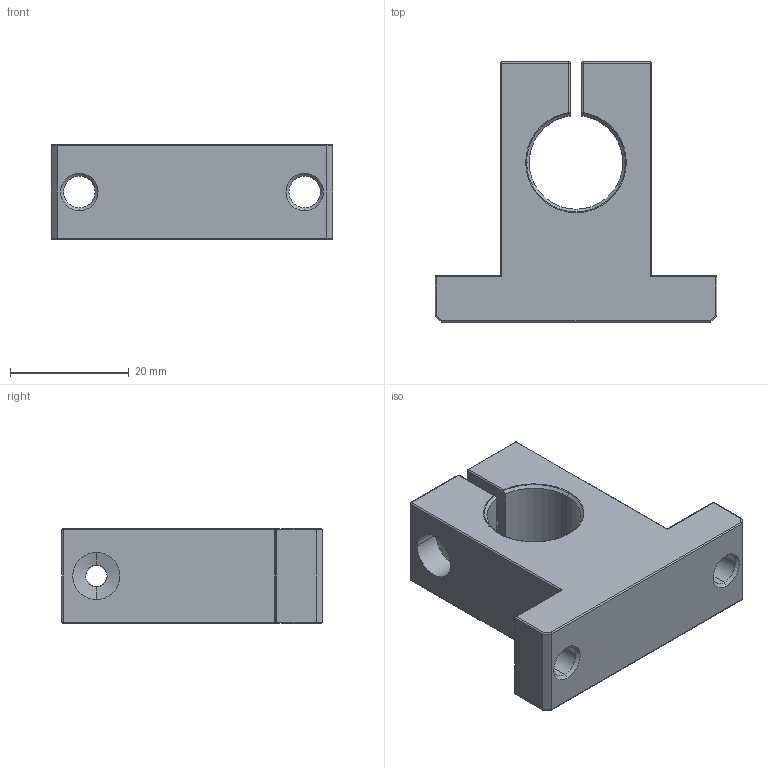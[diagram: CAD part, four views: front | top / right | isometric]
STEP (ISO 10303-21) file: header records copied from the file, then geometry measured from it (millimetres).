
FILE_DESCRIPTION (( 'STEP AP214' ), '1' );
FILE_NAME ('SK16 Aluminum Linear Rod Shaft Support.STEP', '2025-07-15T08:56:01', ( '' ), ( '' ), 'SwSTEP 2.0', 'SolidWorks 2016', '' );
FILE_SCHEMA (( 'AUTOMOTIVE_DESIGN' ));
Length unit declared in the file: millimetre
Products named in the file (1): SK16 Aluminum Linear Rod Shaft Support
Bounding box: 47.5 x 43.85 x 16 mm (x, y, z)
Volume: 16315.2 mm3; surface area: 6527.7 mm2
Topology: 1 solids, 1 shells, 140 faces, 358 edges, 204 vertices
Faces by surface type: cylinder 80, cone 16, plane 16, sphere 12, bspline 10, torus 6
Entity records: 14012 total; most frequent: CARTESIAN_POINT 10929, ORIENTED_EDGE 684, DIRECTION 578, EDGE_CURVE 342, AXIS2_PLACEMENT_3D 223, VERTEX_POINT 204, EDGE_LOOP 148, FACE_OUTER_BOUND 140
